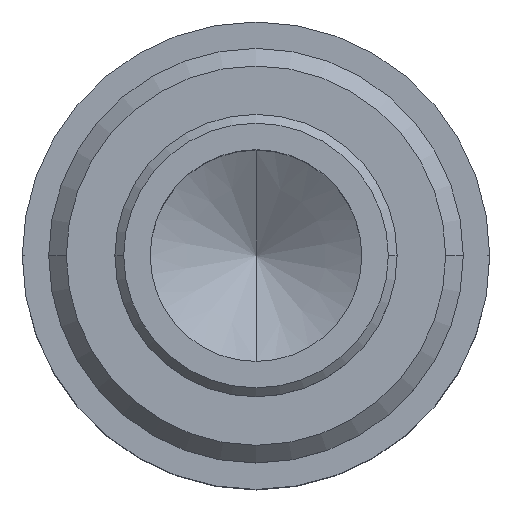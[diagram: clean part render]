
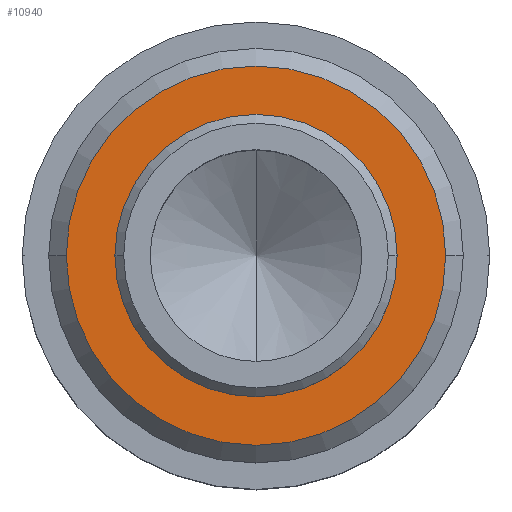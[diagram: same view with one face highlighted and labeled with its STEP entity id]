
A CAD part, top view. The second image highlights one B-rep face of the part: STEP entity #10940.
In plain terms, the highlighted planar face has unit normal (0, 0, 1).
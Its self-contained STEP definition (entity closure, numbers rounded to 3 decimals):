
#5450=CARTESIAN_POINT('',(-8.,0.,31.));
#5460=VERTEX_POINT('',#5450);
#5490=CARTESIAN_POINT('',(0.,0.,31.));
#5500=DIRECTION('',(0.,0.,-1.));
#5510=DIRECTION('',(1.,0.,0.));
#5520=AXIS2_PLACEMENT_3D('',#5490,#5500,#5510);
#5530=CIRCLE('',#5520,8.);
#5540=CARTESIAN_POINT('',(8.,0.,31.));
#5550=VERTEX_POINT('',#5540);
#5560=EDGE_CURVE('',#5460,#5550,#5530,.T.);
#10690=CARTESIAN_POINT('',(-5.375,0.,31.));
#10700=DIRECTION('',(0.,0.,1.));
#10710=DIRECTION('',(1.,0.,0.));
#10720=AXIS2_PLACEMENT_3D('',#10690,#10700,#10710);
#10730=PLANE('',#10720);
#10740=CARTESIAN_POINT('',(0.,0.,31.));
#10750=DIRECTION('',(0.,0.,-1.));
#10760=DIRECTION('',(-1.,0.,0.));
#10770=AXIS2_PLACEMENT_3D('',#10740,#10750,#10760);
#10780=CIRCLE('',#10770,10.75);
#10790=CARTESIAN_POINT('',(-10.75,0.,31.));
#10800=VERTEX_POINT('',#10790);
#10810=CARTESIAN_POINT('',(10.75,0.,
31.));
#10820=VERTEX_POINT('',#10810);
#10830=EDGE_CURVE('',#10800,#10820,#10780,.T.);
#10840=ORIENTED_EDGE('',*,*,#10830,.F.);
#10850=EDGE_CURVE('',#10820,#10800,#10780,.T.);
#10860=ORIENTED_EDGE('',*,*,#10850,.F.);
#10870=EDGE_LOOP('',(#10860,#10840));
#10880=FACE_OUTER_BOUND('',#10870,.T.);
#10890=EDGE_CURVE('',#5550,#5460,#5530,.T.);
#10900=ORIENTED_EDGE('',*,*,#10890,.T.);
#10910=ORIENTED_EDGE('',*,*,#5560,.T.);
#10920=EDGE_LOOP('',(#10910,#10900));
#10930=FACE_BOUND('',#10920,.T.);
#10940=ADVANCED_FACE('',(#10880,#10930),#10730,.T.);
